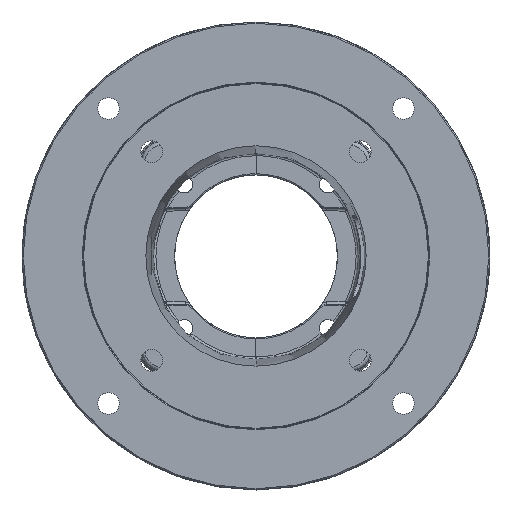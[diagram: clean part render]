
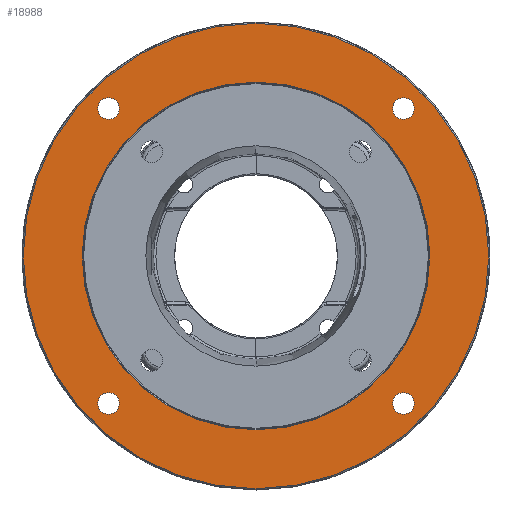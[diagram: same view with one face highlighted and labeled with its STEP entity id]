
A CAD part, top view. The second image highlights one B-rep face of the part: STEP entity #18988.
In plain terms, the highlighted planar face has unit normal (0, 0, 1).
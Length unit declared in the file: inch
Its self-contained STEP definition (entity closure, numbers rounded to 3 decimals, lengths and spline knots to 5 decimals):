
#35=CARTESIAN_POINT('',(0.,0.,-0.08));
#36=DIRECTION('',(0.,0.,1.));
#37=DIRECTION('',(0.,1.,0.));
#38=AXIS2_PLACEMENT_3D('',#35,#36,#37);
#44=CARTESIAN_POINT('',(0.,0.,-0.08));
#45=DIRECTION('',(0.,0.,-1.));
#46=DIRECTION('',(0.,1.,0.));
#47=AXIS2_PLACEMENT_3D('',#44,#45,#46);
#3778=CARTESIAN_POINT('',(-3.62392,3.62392,-0.08));
#3779=DIRECTION('',(0.,0.,-1.));
#3780=DIRECTION('',(-0.707,0.707,0.));
#3781=AXIS2_PLACEMENT_3D('',#3778,#3779,#3780);
#3783=CARTESIAN_POINT('',(-3.62392,3.62392,-0.08));
#3784=DIRECTION('',(0.,0.,-1.));
#3785=DIRECTION('',(0.707,-0.707,0.));
#3786=AXIS2_PLACEMENT_3D('',#3783,#3784,#3785);
#3788=CARTESIAN_POINT('',(-3.62392,-3.62392,-0.08));
#3789=DIRECTION('',(0.,0.,-1.));
#3790=DIRECTION('',(-0.707,-0.707,0.));
#3791=AXIS2_PLACEMENT_3D('',#3788,#3789,#3790);
#3793=CARTESIAN_POINT('',(-3.62392,-3.62392,-0.08));
#3794=DIRECTION('',(0.,0.,-1.));
#3795=DIRECTION('',(0.707,0.707,0.));
#3796=AXIS2_PLACEMENT_3D('',#3793,#3794,#3795);
#3798=CARTESIAN_POINT('',(3.62392,-3.62392,-0.08));
#3799=DIRECTION('',(0.,0.,-1.));
#3800=DIRECTION('',(0.707,-0.707,0.));
#3801=AXIS2_PLACEMENT_3D('',#3798,#3799,#3800);
#3803=CARTESIAN_POINT('',(3.62392,-3.62392,-0.08));
#3804=DIRECTION('',(0.,0.,-1.));
#3805=DIRECTION('',(-0.707,0.707,0.));
#3806=AXIS2_PLACEMENT_3D('',#3803,#3804,#3805);
#3808=CARTESIAN_POINT('',(3.62392,3.62392,-0.08));
#3809=DIRECTION('',(0.,0.,-1.));
#3810=DIRECTION('',(0.707,0.707,0.));
#3811=AXIS2_PLACEMENT_3D('',#3808,#3809,#3810);
#3813=CARTESIAN_POINT('',(3.62392,3.62392,-0.08));
#3814=DIRECTION('',(0.,0.,-1.));
#3815=DIRECTION('',(-0.707,-0.707,0.));
#3816=AXIS2_PLACEMENT_3D('',#3813,#3814,#3815);
#3818=CARTESIAN_POINT('',(0.,0.,-0.08));
#3819=DIRECTION('',(0.,0.,1.));
#3820=DIRECTION('',(0.,1.,0.));
#3821=AXIS2_PLACEMENT_3D('',#3818,#3819,#3820);
#3823=CARTESIAN_POINT('',(0.,0.,-0.08));
#3824=DIRECTION('',(0.,0.,1.));
#3825=DIRECTION('',(0.,-1.,0.));
#3826=AXIS2_PLACEMENT_3D('',#3823,#3824,#3825);
#12119=CARTESIAN_POINT('',(0.,5.72,-0.08));
#12120=CARTESIAN_POINT('',(0.,-5.72,-0.08));
#12121=VERTEX_POINT('',#12119);
#12122=VERTEX_POINT('',#12120);
#12143=CARTESIAN_POINT('',(-3.81131,3.81131,-0.08));
#12144=CARTESIAN_POINT('',(-3.43654,3.43654,-0.08));
#12145=VERTEX_POINT('',#12143);
#12146=VERTEX_POINT('',#12144);
#12187=CARTESIAN_POINT('',(-3.81131,-3.81131,-0.08));
#12188=CARTESIAN_POINT('',(-3.43654,-3.43654,-0.08));
#12189=VERTEX_POINT('',#12187);
#12190=VERTEX_POINT('',#12188);
#12195=CARTESIAN_POINT('',(3.81131,-3.81131,-0.08));
#12196=CARTESIAN_POINT('',(3.43654,-3.43654,-0.08));
#12197=VERTEX_POINT('',#12195);
#12198=VERTEX_POINT('',#12196);
#12203=CARTESIAN_POINT('',(3.81131,3.81131,-0.08));
#12204=CARTESIAN_POINT('',(3.43654,3.43654,-0.08));
#12205=VERTEX_POINT('',#12203);
#12206=VERTEX_POINT('',#12204);
#12223=CARTESIAN_POINT('',(0.,4.271,-0.08));
#12224=CARTESIAN_POINT('',(0.,-4.271,-0.08));
#12225=VERTEX_POINT('',#12223);
#12226=VERTEX_POINT('',#12224);
#18950=CARTESIAN_POINT('',(0.,0.,-0.08));
#18951=DIRECTION('',(0.,0.,1.));
#18952=DIRECTION('',(0.,1.,0.));
#18953=AXIS2_PLACEMENT_3D('',#18950,#18951,#18952);
#18954=PLANE('',#18953);
#18955=ORIENTED_EDGE('',*,*,#12481,.T.);
#18956=ORIENTED_EDGE('',*,*,#12466,.F.);
#18957=EDGE_LOOP('',(#18955,#18956));
#18958=FACE_OUTER_BOUND('',#18957,.F.);
#18960=ORIENTED_EDGE('',*,*,#18959,.F.);
#18962=ORIENTED_EDGE('',*,*,#18961,.F.);
#18963=EDGE_LOOP('',(#18960,#18962));
#18964=FACE_BOUND('',#18963,.F.);
#18966=ORIENTED_EDGE('',*,*,#18965,.F.);
#18968=ORIENTED_EDGE('',*,*,#18967,.F.);
#18969=EDGE_LOOP('',(#18966,#18968));
#18970=FACE_BOUND('',#18969,.F.);
#18972=ORIENTED_EDGE('',*,*,#18971,.F.);
#18974=ORIENTED_EDGE('',*,*,#18973,.F.);
#18975=EDGE_LOOP('',(#18972,#18974));
#18976=FACE_BOUND('',#18975,.F.);
#18978=ORIENTED_EDGE('',*,*,#18977,.F.);
#18980=ORIENTED_EDGE('',*,*,#18979,.F.);
#18981=EDGE_LOOP('',(#18978,#18980));
#18982=FACE_BOUND('',#18981,.F.);
#18984=ORIENTED_EDGE('',*,*,#18983,.T.);
#18985=ORIENTED_EDGE('',*,*,#18940,.T.);
#18986=EDGE_LOOP('',(#18984,#18985));
#18987=FACE_BOUND('',#18986,.F.);
#18988=ADVANCED_FACE('',(#18958,#18964,#18970,#18976,#18982,#18987),#18954,.T.);
#39=CIRCLE('',#38,5.72);
#48=CIRCLE('',#47,5.72);
#3782=CIRCLE('',#3781,0.265);
#3787=CIRCLE('',#3786,0.265);
#3792=CIRCLE('',#3791,0.265);
#3797=CIRCLE('',#3796,0.265);
#3802=CIRCLE('',#3801,0.265);
#3807=CIRCLE('',#3806,0.265);
#3812=CIRCLE('',#3811,0.265);
#3817=CIRCLE('',#3816,0.265);
#3822=CIRCLE('',#3821,4.271);
#3827=CIRCLE('',#3826,4.271);
#12466=EDGE_CURVE('',#12121,#12122,#39,.T.);
#12481=EDGE_CURVE('',#12121,#12122,#48,.T.);
#18940=EDGE_CURVE('',#12226,#12225,#3827,.T.);
#18959=EDGE_CURVE('',#12145,#12146,#3782,.T.);
#18961=EDGE_CURVE('',#12146,#12145,#3787,.T.);
#18965=EDGE_CURVE('',#12189,#12190,#3792,.T.);
#18967=EDGE_CURVE('',#12190,#12189,#3797,.T.);
#18971=EDGE_CURVE('',#12197,#12198,#3802,.T.);
#18973=EDGE_CURVE('',#12198,#12197,#3807,.T.);
#18977=EDGE_CURVE('',#12205,#12206,#3812,.T.);
#18979=EDGE_CURVE('',#12206,#12205,#3817,.T.);
#18983=EDGE_CURVE('',#12225,#12226,#3822,.T.);
